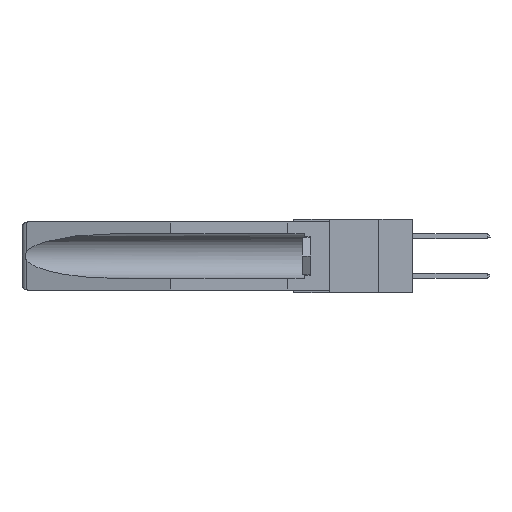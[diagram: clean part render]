
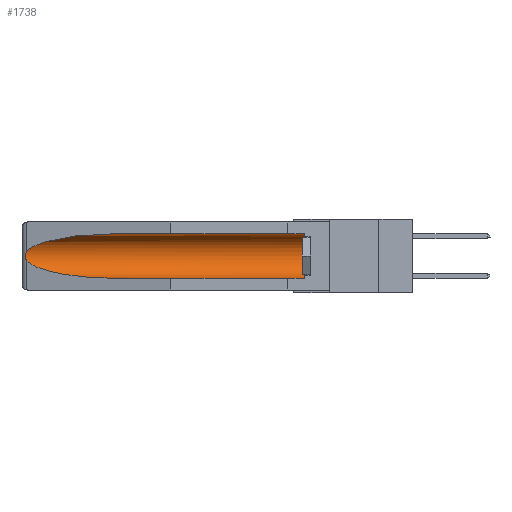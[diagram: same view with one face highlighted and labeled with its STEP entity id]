
A CAD part, left-side view. The second image highlights one B-rep face of the part: STEP entity #1738.
In plain terms, the highlighted cylindrical face has radius 2.857 mm (diameter 5.715 mm), a partial arc.
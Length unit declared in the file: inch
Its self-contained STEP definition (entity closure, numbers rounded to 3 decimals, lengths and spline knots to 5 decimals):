
#269 = CARTESIAN_POINT ( 'NONE',  ( 0.26537, 1.52718, -0.14972 ) ) ;
#444 = VERTEX_POINT ( 'NONE', #11510 ) ;
#1001 = ORIENTED_EDGE ( 'NONE', *, *, #7930, .T. ) ;
#1188 = LINE ( 'NONE', #6191, #15763 ) ;
#1682 = CARTESIAN_POINT ( 'NONE',  ( 0.26537, 1.52718, -0.19328 ) ) ;
#1738 = ADVANCED_FACE ( 'NONE', ( #19246 ), #17674, .F. ) ;
#1911 = DIRECTION ( 'NONE',  ( 0., 1., 0. ) ) ;
#2814 = ORIENTED_EDGE ( 'NONE', *, *, #3384, .T. ) ;
#3384 = EDGE_CURVE ( 'NONE', #9637, #11923, #15172, .T. ) ;
#3458 = EDGE_CURVE ( 'NONE', #12399, #4448, #4506, .T. ) ;
#3787 = CARTESIAN_POINT ( 'NONE',  ( 0.155, 1.07973, -0.059 ) ) ;
#3846 = CARTESIAN_POINT ( 'NONE',  ( 0.25451, 1.48313, -0.09465 ) ) ;
#4187 = EDGE_LOOP ( 'NONE', ( #12020, #7461, #2814, #11934, #16339, #1001 ) ) ;
#4270 = CARTESIAN_POINT ( 'NONE',  ( 0.26597, 1.52961, -0.15275 ) ) ;
#4448 = VERTEX_POINT ( 'NONE', #9083 ) ;
#4506 =( BOUNDED_CURVE ( )  B_SPLINE_CURVE ( 3, ( #3787, #15359, #3846, #269 ),
 .UNSPECIFIED., .F., .F. ) 
 B_SPLINE_CURVE_WITH_KNOTS ( ( 4, 4 ),
 ( 4.71239, 6.08839 ),
 .UNSPECIFIED. ) 
 CURVE ( )  GEOMETRIC_REPRESENTATION_ITEM ( )  RATIONAL_B_SPLINE_CURVE ( ( 1., 0.848, 0.848, 1. ) ) 
 REPRESENTATION_ITEM ( '' )  );
#5069 = CARTESIAN_POINT ( 'NONE',  ( 0.21114, 1.30732, -0.284 ) ) ;
#5734 = CARTESIAN_POINT ( 'NONE',  ( 0.155, 1.07973, -0.284 ) ) ;
#5923 = CARTESIAN_POINT ( 'NONE',  ( 0.26597, 1.5296, -0.19026 ) ) ;
#6075 = CARTESIAN_POINT ( 'NONE',  ( 0.2673, 1.53269, -0.17917 ) ) ;
#6191 = CARTESIAN_POINT ( 'NONE',  ( 0.155, -0.30754, -0.284 ) ) ;
#6207 = CARTESIAN_POINT ( 'NONE',  ( 0.26654, 1.53092, -0.15636 ) ) ;
#6828 = CARTESIAN_POINT ( 'NONE',  ( 0.155, -0.30754, -0.1715 ) ) ;
#6833 = CIRCLE ( 'NONE', #13301, 0.1125 ) ;
#7461 = ORIENTED_EDGE ( 'NONE', *, *, #11490, .T. ) ;
#7725 = EDGE_CURVE ( 'NONE', #9263, #11923, #1188, .T. ) ;
#7762 = DIRECTION ( 'NONE',  ( 0., 1., 0. ) ) ;
#7814 = CARTESIAN_POINT ( 'NONE',  ( 0.2673, 1.5327, -0.16383 ) ) ;
#7930 = EDGE_CURVE ( 'NONE', #444, #12399, #12375, .T. ) ;
#8392 = CARTESIAN_POINT ( 'NONE',  ( 0.155, 1.07973, -0.284 ) ) ;
#8501 = DIRECTION ( 'NONE',  ( 0., 0., 1. ) ) ;
#9083 = CARTESIAN_POINT ( 'NONE',  ( 0.26537, 1.52718, -0.14972 ) ) ;
#9263 = VERTEX_POINT ( 'NONE', #10108 ) ;
#9355 = CARTESIAN_POINT ( 'NONE',  ( 0.26655, 1.53094, -0.18657 ) ) ;
#9637 = VERTEX_POINT ( 'NONE', #1682 ) ;
#9652 = DIRECTION ( 'NONE',  ( 0., -1., 0. ) ) ;
#10078 = CARTESIAN_POINT ( 'NONE',  ( 0.25451, 1.48313, -0.24835 ) ) ;
#10108 = CARTESIAN_POINT ( 'NONE',  ( 0.155, 0.126, -0.284 ) ) ;
#11058 = CARTESIAN_POINT ( 'NONE',  ( 0.155, -0.30754, -0.059 ) ) ;
#11308 = B_SPLINE_CURVE_WITH_KNOTS ( 'NONE', 3,
 ( #19315, #4270, #6207, #7814, #12847, #15869, #6075, #9355, #5923, #19396 ),
 .UNSPECIFIED., .F., .F.,
 ( 4, 2, 2, 2, 4 ),
 ( 0., 0.00029, 0.00058, 0.00087, 0.00117 ),
 .UNSPECIFIED. ) ;
#11490 = EDGE_CURVE ( 'NONE', #4448, #9637, #11308, .T. ) ;
#11510 = CARTESIAN_POINT ( 'NONE',  ( 0.155, 0.126, -0.059 ) ) ;
#11923 = VERTEX_POINT ( 'NONE', #5734 ) ;
#11934 = ORIENTED_EDGE ( 'NONE', *, *, #7725, .F. ) ;
#12020 = ORIENTED_EDGE ( 'NONE', *, *, #3458, .T. ) ;
#12375 = LINE ( 'NONE', #11058, #15250 ) ;
#12399 = VERTEX_POINT ( 'NONE', #21431 ) ;
#12847 = CARTESIAN_POINT ( 'NONE',  ( 0.2675, 1.53308, -0.16763 ) ) ;
#13301 = AXIS2_PLACEMENT_3D ( 'NONE', #16610, #9652, #21283 ) ;
#15172 =( BOUNDED_CURVE ( )  B_SPLINE_CURVE ( 3, ( #16748, #10078, #5069, #8392 ),
 .UNSPECIFIED., .F., .T. ) 
 B_SPLINE_CURVE_WITH_KNOTS ( ( 4, 4 ),
 ( 0.1948, 1.5708 ),
 .UNSPECIFIED. ) 
 CURVE ( )  GEOMETRIC_REPRESENTATION_ITEM ( )  RATIONAL_B_SPLINE_CURVE ( ( 1., 0.848, 0.848, 1. ) ) 
 REPRESENTATION_ITEM ( '' )  );
#15250 = VECTOR ( 'NONE', #7762, 39.37008 ) ;
#15359 = CARTESIAN_POINT ( 'NONE',  ( 0.21114, 1.30732, -0.059 ) ) ;
#15763 = VECTOR ( 'NONE', #1911, 39.37008 ) ;
#15869 = CARTESIAN_POINT ( 'NONE',  ( 0.2675, 1.53308, -0.17534 ) ) ;
#16339 = ORIENTED_EDGE ( 'NONE', *, *, #21415, .T. ) ;
#16610 = CARTESIAN_POINT ( 'NONE',  ( 0.155, 0.126, -0.1715 ) ) ;
#16748 = CARTESIAN_POINT ( 'NONE',  ( 0.26537, 1.52718, -0.19328 ) ) ;
#17358 = AXIS2_PLACEMENT_3D ( 'NONE', #6828, #18442, #8501 ) ;
#17674 = CYLINDRICAL_SURFACE ( 'NONE', #17358, 0.1125 ) ;
#18442 = DIRECTION ( 'NONE',  ( 0., 1., 0. ) ) ;
#19246 = FACE_OUTER_BOUND ( 'NONE', #4187, .T. ) ;
#19315 = CARTESIAN_POINT ( 'NONE',  ( 0.26537, 1.52718, -0.14972 ) ) ;
#19396 = CARTESIAN_POINT ( 'NONE',  ( 0.26537, 1.52718, -0.19328 ) ) ;
#21283 = DIRECTION ( 'NONE',  ( 0., 0., 1. ) ) ;
#21415 = EDGE_CURVE ( 'NONE', #9263, #444, #6833, .T. ) ;
#21431 = CARTESIAN_POINT ( 'NONE',  ( 0.155, 1.07973, -0.059 ) ) ;
